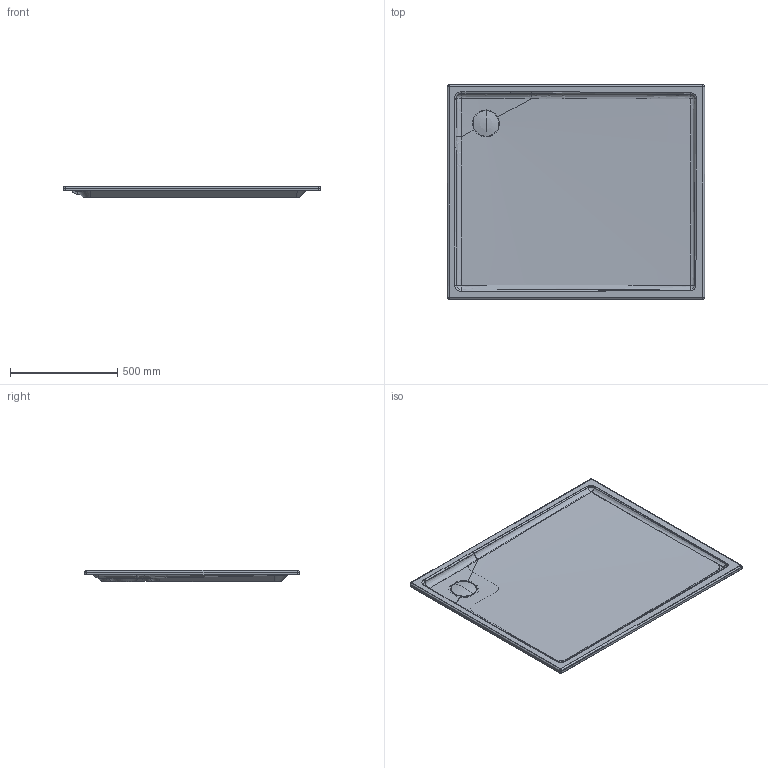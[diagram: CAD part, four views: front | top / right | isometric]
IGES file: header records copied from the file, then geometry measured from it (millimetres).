
Global section: file name: No Iges File Name specified; native system: Autodesk Inventor 2011; preprocessor: AutoDesk Inventor Iges Exporter R2011; author: Administrator; date: 20130627.202504; units: millimetre
Bounding box: 1200.36 x 1000.44 x 53 mm (x, y, z)
Volume: 18941007.1 mm3; surface area: 2680838.4 mm2
Topology: 2 solids, 2 shells, 133 faces, 326 edges, 191 vertices
Faces by surface type: bspline 37, revolution 31, plane 30, cylinder 14, sphere 9, cone 6, torus 6
